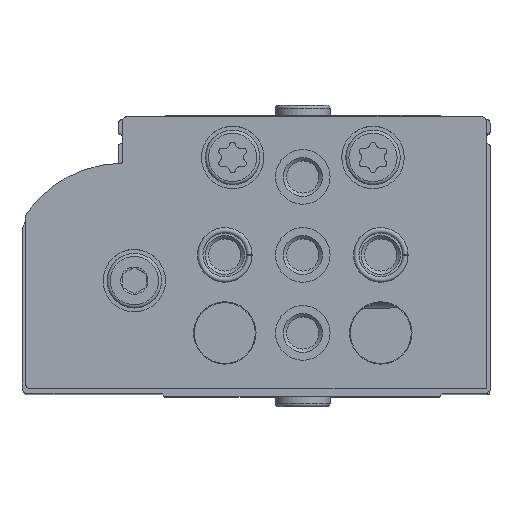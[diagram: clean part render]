
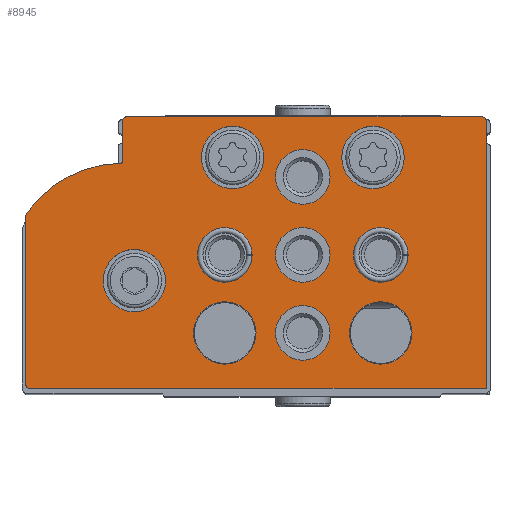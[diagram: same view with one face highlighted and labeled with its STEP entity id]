
A CAD part, top view. The second image highlights one B-rep face of the part: STEP entity #8945.
In plain terms, the highlighted face is planar.
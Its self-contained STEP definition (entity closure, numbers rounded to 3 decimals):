
#905=LINE('',#15140,#1577);
#907=LINE('',#15144,#1579);
#910=LINE('',#15152,#1582);
#915=LINE('',#15168,#1587);
#918=LINE('',#15176,#1590);
#1577=VECTOR('',#12229,1000.);
#1579=VECTOR('',#12233,1000.);
#1582=VECTOR('',#12242,1000.);
#1587=VECTOR('',#12261,1000.);
#1590=VECTOR('',#12270,1000.);
#3389=ORIENTED_EDGE('',*,*,#5038,.T.);
#3390=ORIENTED_EDGE('',*,*,#5039,.T.);
#3391=ORIENTED_EDGE('',*,*,#5040,.T.);
#3392=ORIENTED_EDGE('',*,*,#5041,.T.);
#3393=ORIENTED_EDGE('',*,*,#5042,.T.);
#3394=ORIENTED_EDGE('',*,*,#5043,.T.);
#3395=ORIENTED_EDGE('',*,*,#5044,.T.);
#3396=ORIENTED_EDGE('',*,*,#5045,.T.);
#3397=ORIENTED_EDGE('',*,*,#5046,.T.);
#3398=ORIENTED_EDGE('',*,*,#5047,.T.);
#3399=ORIENTED_EDGE('',*,*,#5015,.F.);
#3400=ORIENTED_EDGE('',*,*,#5036,.F.);
#3401=ORIENTED_EDGE('',*,*,#5034,.F.);
#3402=ORIENTED_EDGE('',*,*,#5032,.F.);
#3403=ORIENTED_EDGE('',*,*,#5030,.T.);
#3404=ORIENTED_EDGE('',*,*,#5028,.F.);
#3405=ORIENTED_EDGE('',*,*,#5026,.F.);
#3406=ORIENTED_EDGE('',*,*,#5024,.F.);
#3407=ORIENTED_EDGE('',*,*,#5022,.F.);
#3408=ORIENTED_EDGE('',*,*,#5020,.F.);
#3409=ORIENTED_EDGE('',*,*,#5018,.F.);
#5015=EDGE_CURVE('',#6009,#6010,#6572,.T.);
#5018=EDGE_CURVE('',#6010,#6011,#905,.T.);
#5020=EDGE_CURVE('',#6011,#6012,#907,.T.);
#5022=EDGE_CURVE('',#6012,#6013,#6573,.T.);
#5024=EDGE_CURVE('',#6013,#6014,#910,.T.);
#5026=EDGE_CURVE('',#6014,#6015,#6574,.T.);
#5028=EDGE_CURVE('',#6015,#6016,#6575,.T.);
#5030=EDGE_CURVE('',#6017,#6016,#6576,.T.);
#5032=EDGE_CURVE('',#6017,#6018,#915,.T.);
#5034=EDGE_CURVE('',#6018,#6019,#6577,.T.);
#5036=EDGE_CURVE('',#6019,#6009,#918,.T.);
#5038=EDGE_CURVE('',#6020,#6020,#6578,.T.);
#5039=EDGE_CURVE('',#6021,#6021,#6579,.T.);
#5040=EDGE_CURVE('',#6022,#6022,#6580,.T.);
#5041=EDGE_CURVE('',#6023,#6023,#6581,.T.);
#5042=EDGE_CURVE('',#6024,#6024,#6582,.T.);
#5043=EDGE_CURVE('',#6025,#6025,#6583,.T.);
#5044=EDGE_CURVE('',#6026,#6026,#6584,.T.);
#5045=EDGE_CURVE('',#6027,#6027,#6585,.T.);
#5046=EDGE_CURVE('',#6028,#6028,#6586,.T.);
#5047=EDGE_CURVE('',#6029,#6029,#6587,.T.);
#6009=VERTEX_POINT('',#15135);
#6010=VERTEX_POINT('',#15136);
#6011=VERTEX_POINT('',#15141);
#6012=VERTEX_POINT('',#15145);
#6013=VERTEX_POINT('',#15149);
#6014=VERTEX_POINT('',#15153);
#6015=VERTEX_POINT('',#15157);
#6016=VERTEX_POINT('',#15161);
#6017=VERTEX_POINT('',#15165);
#6018=VERTEX_POINT('',#15169);
#6019=VERTEX_POINT('',#15173);
#6020=VERTEX_POINT('',#15180);
#6021=VERTEX_POINT('',#15182);
#6022=VERTEX_POINT('',#15184);
#6023=VERTEX_POINT('',#15186);
#6024=VERTEX_POINT('',#15188);
#6025=VERTEX_POINT('',#15190);
#6026=VERTEX_POINT('',#15192);
#6027=VERTEX_POINT('',#15194);
#6028=VERTEX_POINT('',#15196);
#6029=VERTEX_POINT('',#15198);
#6572=CIRCLE('',#10018,0.5);
#6573=CIRCLE('',#10022,0.5);
#6574=CIRCLE('',#10025,1.);
#6575=CIRCLE('',#10027,15.);
#6576=CIRCLE('',#10029,0.3);
#6577=CIRCLE('',#10032,0.5);
#6578=CIRCLE('',#10035,4.);
#6579=CIRCLE('',#10036,4.);
#6580=CIRCLE('',#10037,4.);
#6581=CIRCLE('',#10038,3.5);
#6582=CIRCLE('',#10039,3.5);
#6583=CIRCLE('',#10040,3.5);
#6584=CIRCLE('',#10041,3.5);
#6585=CIRCLE('',#10042,3.5);
#6586=CIRCLE('',#10043,4.);
#6587=CIRCLE('',#10044,4.);
#7231=EDGE_LOOP('',(#3389));
#7232=EDGE_LOOP('',(#3390));
#7233=EDGE_LOOP('',(#3391));
#7234=EDGE_LOOP('',(#3392));
#7235=EDGE_LOOP('',(#3393));
#7236=EDGE_LOOP('',(#3394));
#7237=EDGE_LOOP('',(#3395));
#7238=EDGE_LOOP('',(#3396));
#7239=EDGE_LOOP('',(#3397));
#7240=EDGE_LOOP('',(#3398));
#7241=EDGE_LOOP('',(#3399,#3400,#3401,#3402,#3403,#3404,#3405,#3406,#3407,
#3408,#3409));
#8022=FACE_BOUND('',#7231,.T.);
#8023=FACE_BOUND('',#7232,.T.);
#8024=FACE_BOUND('',#7233,.T.);
#8025=FACE_BOUND('',#7234,.T.);
#8026=FACE_BOUND('',#7235,.T.);
#8027=FACE_BOUND('',#7236,.T.);
#8028=FACE_BOUND('',#7237,.T.);
#8029=FACE_BOUND('',#7238,.T.);
#8030=FACE_BOUND('',#7239,.T.);
#8031=FACE_BOUND('',#7240,.T.);
#8032=FACE_BOUND('',#7241,.T.);
#8521=PLANE('',#10034);
#8945=ADVANCED_FACE('',(#8022,#8023,#8024,#8025,#8026,#8027,#8028,#8029,
#8030,#8031,#8032),#8521,.F.);
#10018=AXIS2_PLACEMENT_3D('',#15134,#12223,#12224);
#10022=AXIS2_PLACEMENT_3D('',#15148,#12237,#12238);
#10025=AXIS2_PLACEMENT_3D('',#15156,#12246,#12247);
#10027=AXIS2_PLACEMENT_3D('',#15160,#12251,#12252);
#10029=AXIS2_PLACEMENT_3D('',#15164,#12256,#12257);
#10032=AXIS2_PLACEMENT_3D('',#15172,#12265,#12266);
#10034=AXIS2_PLACEMENT_3D('',#15178,#12272,#12273);
#10035=AXIS2_PLACEMENT_3D('',#15179,#12274,#12275);
#10036=AXIS2_PLACEMENT_3D('',#15181,#12276,#12277);
#10037=AXIS2_PLACEMENT_3D('',#15183,#12278,#12279);
#10038=AXIS2_PLACEMENT_3D('',#15185,#12280,#12281);
#10039=AXIS2_PLACEMENT_3D('',#15187,#12282,#12283);
#10040=AXIS2_PLACEMENT_3D('',#15189,#12284,#12285);
#10041=AXIS2_PLACEMENT_3D('',#15191,#12286,#12287);
#10042=AXIS2_PLACEMENT_3D('',#15193,#12288,#12289);
#10043=AXIS2_PLACEMENT_3D('',#15195,#12290,#12291);
#10044=AXIS2_PLACEMENT_3D('',#15197,#12292,#12293);
#12223=DIRECTION('',(0.,0.,1.));
#12224=DIRECTION('',(1.,0.,0.));
#12229=DIRECTION('',(0.,-1.,0.));
#12233=DIRECTION('',(1.,0.,0.));
#12237=DIRECTION('',(0.,0.,1.));
#12238=DIRECTION('',(1.,0.,0.));
#12242=DIRECTION('',(0.,1.,0.));
#12246=DIRECTION('',(0.,0.,1.));
#12247=DIRECTION('',(1.,0.,0.));
#12251=DIRECTION('',(0.,0.,1.));
#12252=DIRECTION('',(1.,0.,0.));
#12256=DIRECTION('',(0.,0.,1.));
#12257=DIRECTION('',(1.,0.,0.));
#12261=DIRECTION('',(0.,1.,0.));
#12265=DIRECTION('',(0.,0.,1.));
#12266=DIRECTION('',(1.,0.,0.));
#12270=DIRECTION('',(-1.,0.,0.));
#12272=DIRECTION('',(0.,0.,1.));
#12273=DIRECTION('',(1.,0.,0.));
#12274=DIRECTION('',(0.,0.,1.));
#12275=DIRECTION('',(1.,0.,0.));
#12276=DIRECTION('',(0.,0.,1.));
#12277=DIRECTION('',(1.,0.,0.));
#12278=DIRECTION('',(0.,0.,1.));
#12279=DIRECTION('',(1.,0.,0.));
#12280=DIRECTION('',(0.,0.,1.));
#12281=DIRECTION('',(1.,0.,0.));
#12282=DIRECTION('',(0.,0.,1.));
#12283=DIRECTION('',(1.,0.,0.));
#12284=DIRECTION('',(0.,0.,1.));
#12285=DIRECTION('',(1.,0.,0.));
#12286=DIRECTION('',(0.,0.,1.));
#12287=DIRECTION('',(1.,0.,0.));
#12288=DIRECTION('',(0.,0.,1.));
#12289=DIRECTION('',(1.,0.,0.));
#12290=DIRECTION('',(0.,0.,1.));
#12291=DIRECTION('',(1.,0.,0.));
#12292=DIRECTION('',(0.,0.,1.));
#12293=DIRECTION('',(1.,0.,0.));
#15134=CARTESIAN_POINT('',(0.5,34.3,0.));
#15135=CARTESIAN_POINT('',(0.5,34.8,0.));
#15136=CARTESIAN_POINT('',(0.,34.3,0.));
#15140=CARTESIAN_POINT('',(0.,34.3,0.));
#15141=CARTESIAN_POINT('',(0.,0.,0.));
#15144=CARTESIAN_POINT('',(0.,0.,0.));
#15145=CARTESIAN_POINT('',(58.5,0.,0.));
#15148=CARTESIAN_POINT('',(58.5,0.5,0.));
#15149=CARTESIAN_POINT('',(59.,0.5,0.));
#15152=CARTESIAN_POINT('',(59.,0.5,0.));
#15153=CARTESIAN_POINT('',(59.,21.976,0.));
#15156=CARTESIAN_POINT('',(58.,21.976,0.));
#15157=CARTESIAN_POINT('',(58.814,22.557,0.));
#15160=CARTESIAN_POINT('',(46.6,13.85,0.));
#15161=CARTESIAN_POINT('',(46.894,28.847,0.));
#15164=CARTESIAN_POINT('',(46.9,29.147,0.));
#15165=CARTESIAN_POINT('',(46.6,29.147,0.));
#15168=CARTESIAN_POINT('',(46.6,29.147,0.));
#15169=CARTESIAN_POINT('',(46.6,34.3,0.));
#15172=CARTESIAN_POINT('',(46.1,34.3,0.));
#15173=CARTESIAN_POINT('',(46.1,34.8,0.));
#15176=CARTESIAN_POINT('',(46.1,34.8,0.));
#15178=CARTESIAN_POINT('',(0.5,34.3,0.));
#15179=CARTESIAN_POINT('',(45.1,13.8,0.));
#15180=CARTESIAN_POINT('',(49.1,13.8,0.));
#15181=CARTESIAN_POINT('',(32.5,29.6,0.));
#15182=CARTESIAN_POINT('',(36.5,29.6,0.));
#15183=CARTESIAN_POINT('',(14.5,29.6,0.));
#15184=CARTESIAN_POINT('',(18.5,29.6,0.));
#15185=CARTESIAN_POINT('',(23.5,27.1,0.));
#15186=CARTESIAN_POINT('',(27.,27.1,0.));
#15187=CARTESIAN_POINT('',(33.5,17.1,0.));
#15188=CARTESIAN_POINT('',(37.,17.1,0.));
#15189=CARTESIAN_POINT('',(23.5,17.1,0.));
#15190=CARTESIAN_POINT('',(27.,17.1,0.));
#15191=CARTESIAN_POINT('',(13.5,17.1,0.));
#15192=CARTESIAN_POINT('',(17.,17.1,0.));
#15193=CARTESIAN_POINT('',(23.5,7.1,0.));
#15194=CARTESIAN_POINT('',(27.,7.1,0.));
#15195=CARTESIAN_POINT('',(33.5,7.1,0.));
#15196=CARTESIAN_POINT('',(37.5,7.1,0.));
#15197=CARTESIAN_POINT('',(13.5,7.1,0.));
#15198=CARTESIAN_POINT('',(17.5,7.1,0.));
